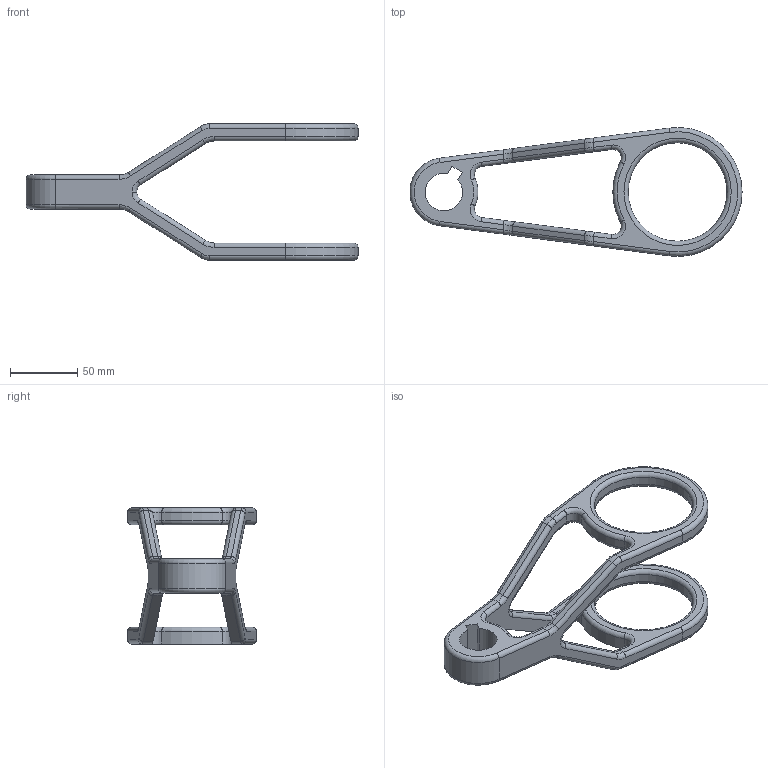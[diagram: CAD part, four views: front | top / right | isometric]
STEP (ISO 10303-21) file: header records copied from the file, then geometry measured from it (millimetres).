
FILE_DESCRIPTION(('FreeCAD Model'),'2;1');
FILE_NAME('Video Version.step','2020-10-23T22:26:07',('Author'),(''), 'Open CASCADE STEP processor 7.3','FreeCAD','Unknown');
FILE_SCHEMA(('AUTOMOTIVE_DESIGN { 1 0 10303 214 1 1 1 1 }'));
Length unit declared in the file: millimetre
Products named in the file (1): Body001
Bounding box: 247.56 x 95.94 x 101.6 mm (x, y, z)
Volume: 183498.2 mm3; surface area: 52805.6 mm2
Topology: 1 solids, 1 shells, 136 faces, 330 edges, 192 vertices
Faces by surface type: cylinder 65, bspline 28, torus 22, plane 21
Full cylindrical faces by diameter (mm): 73.66 x2
Entity records: 11606 total; most frequent: CARTESIAN_POINT 5395, DIRECTION 1094, ORIENTED_EDGE 660, PCURVE 660, DEFINITIONAL_REPRESENTATION 660, LINE 631, VECTOR 631, EDGE_CURVE 330
